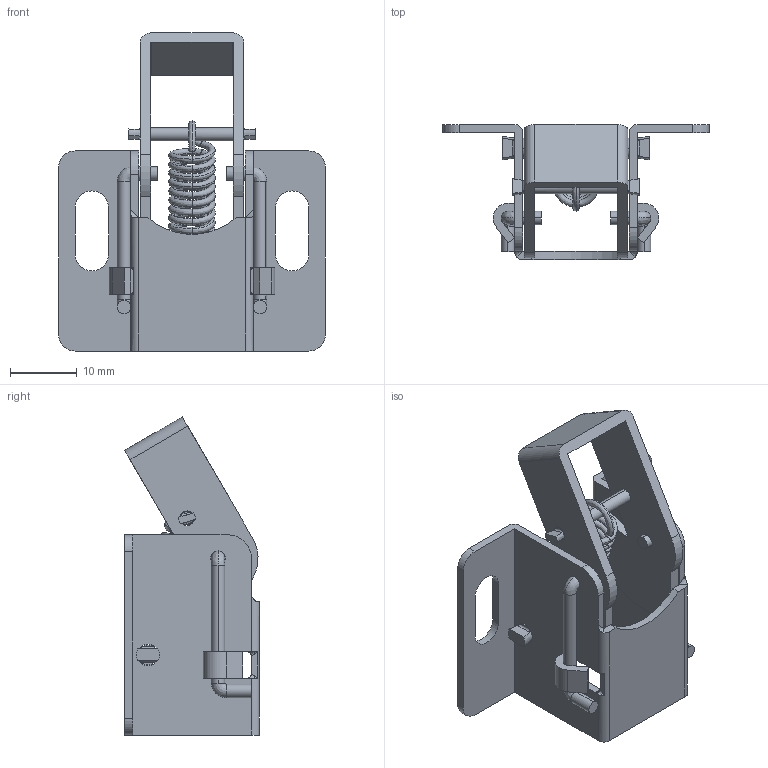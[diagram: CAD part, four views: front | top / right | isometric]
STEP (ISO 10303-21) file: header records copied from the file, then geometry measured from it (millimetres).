
FILE_DESCRIPTION( (''), '2;1');
FILE_NAME ('PC008.12244.TL_249_2_354.stp','2023-12-21T10:28:37',(''),(''),'spGate 19.8.4 (****-****-****-****)','','');
FILE_SCHEMA (('AUTOMOTIVE_DESIGN'));
Length unit declared in the file: millimetre
Products named in the file (8): Assembly; pin_B_mr; pin_B; pin_C; pin_A; housing; arm; spring
Assembly tree (7 placements, depth 2):
  Assembly
    pin_B_mr
    pin_B
    pin_C
    pin_A
    housing
    arm
    spring
Bounding box: 40 x 20.2 x 47.67 mm (x, y, z)
Volume: 4428 mm3; surface area: 8151.6 mm2
Topology: 7 solids, 7 shells, 255 faces, 667 edges, 414 vertices
Faces by surface type: bspline 87, plane 85, cylinder 83
Entity records: 17359 total; most frequent: CARTESIAN_POINT 6458, ORIENTED_EDGE 1318, DIRECTION 982, COLOUR_RGB 921, PRESENTATION_STYLE_ASSIGNMENT 921, STYLED_ITEM 921, EDGE_CURVE 659, DRAUGHTING_PRE_DEFINED_CURVE_FONT 659
